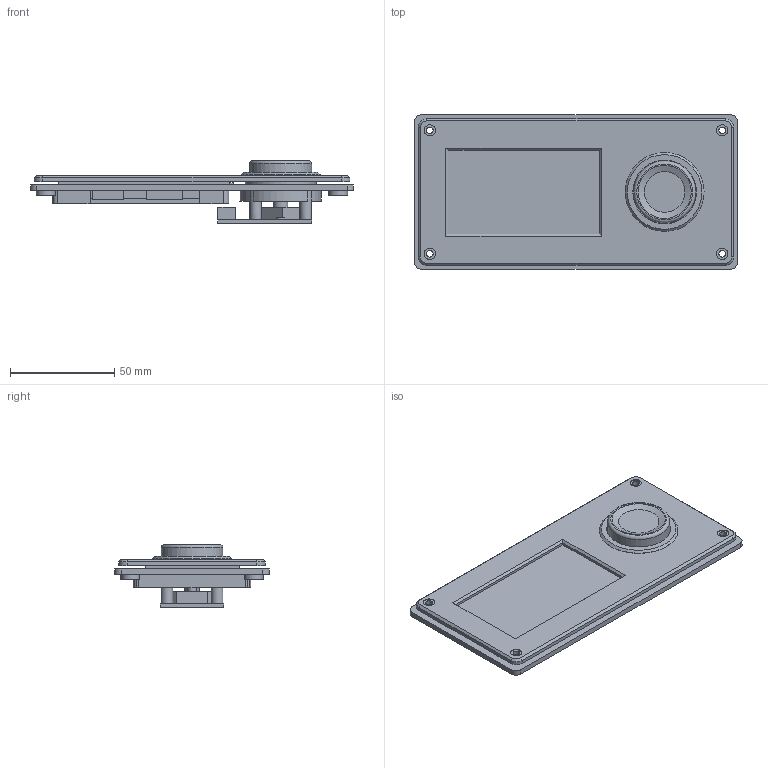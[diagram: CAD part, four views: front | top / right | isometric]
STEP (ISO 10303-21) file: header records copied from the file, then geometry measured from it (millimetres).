
FILE_DESCRIPTION(/* description */ (''),/* implementation_level */ '2;1');
FILE_NAME(/* name */ 'Control Panel v4.step',/* time_stamp */ '2019-07-13T15:29:39-07:00',/* author */ (''),/* organization */ (''),/* preprocessor_version */ 'ST-DEVELOPER v18',/* originating_system */ 'Autodesk Translation Framework v8.2.0.1029',/* authorisation */ '');
FILE_SCHEMA (('AUTOMOTIVE_DESIGN { 1 0 10303 214 3 1 1 }'));
Length unit declared in the file: millimetre
Products named in the file (14): Control Panel; Control Panel_1; Control Panel Cover; Control Panel Cover_1; Knob; Knob_1; LCD and UI Ctrl; LCD and UI Ctrl_1; Knob Light Pipe; Knob Light Pipe_1; Encoder; Encoder_1; Control Panel Back Frame; Control Panel Back Frame_1
Assembly tree (13 placements, depth 4):
  Control Panel
    Control Panel_1
      Control Panel Cover
        Control Panel Cover_1
      Knob
        Knob_1
      LCD and UI Ctrl
        LCD and UI Ctrl_1
      Knob Light Pipe
        Knob Light Pipe_1
      Encoder
        Encoder_1
      Control Panel Back Frame
        Control Panel Back Frame_1
Bounding box: 154.8 x 73.9 x 29.96 mm (x, y, z)
Volume: 71690.2 mm3; surface area: 65983.9 mm2
Topology: 13 solids, 13 shells, 272 faces, 600 edges, 387 vertices
Faces by surface type: plane 177, cylinder 87, cone 7, torus 1
Full cylindrical faces by diameter (mm): 2.529 x6, 3 x2, 3.2 x8, 4 x4, 4.2 x4, 5 x4, 5.4 x8, 5.6 x2, 5.65 x4, 6.1 x1, 6.85 x1, 7.8 x4, 8.1 x1, 9 x2, 10.5 x1, 12.07 x1, 16.5 x1, 27.3 x1, 29.7 x1, 30.5 x1, 34 x1, 34.3 x1, 35 x1, 37.8 x1
Entity records: 7985 total; most frequent: DIRECTION 1390, CARTESIAN_POINT 1286, ORIENTED_EDGE 1200, EDGE_CURVE 600, AXIS2_PLACEMENT_3D 491, LINE 408, VECTOR 408, VERTEX_POINT 387
